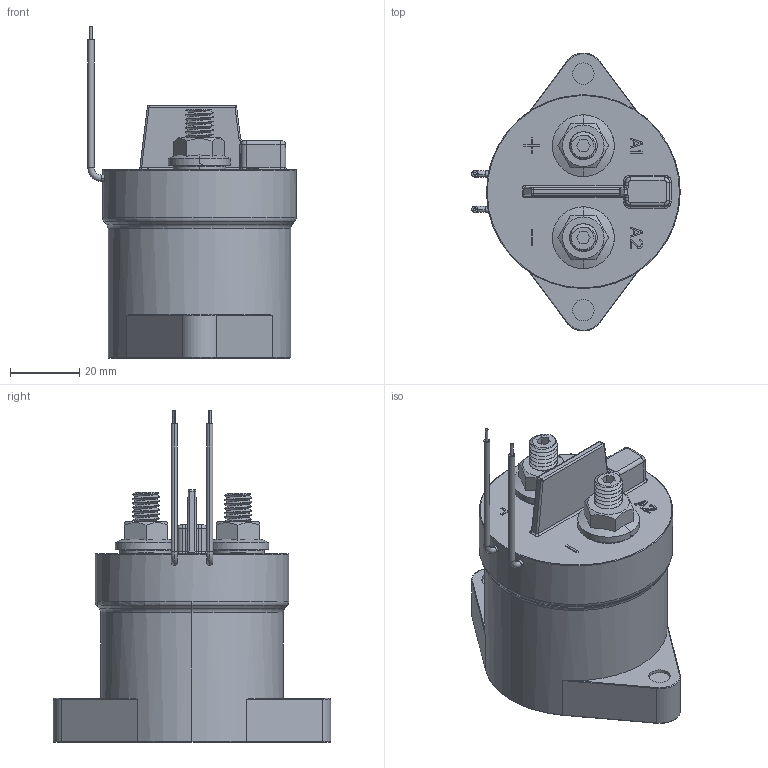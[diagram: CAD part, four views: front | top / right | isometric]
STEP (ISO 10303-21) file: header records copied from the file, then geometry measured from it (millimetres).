
FILE_DESCRIPTION((''),'2;1');
FILE_NAME('C-1-2071567-2','2023-08-30T09:33:38',('workeradm'),('TE Connectivity Ltd.'),'CREO PARAMETRIC BY PTC INC, 2021072','CREO PARAMETRIC BY PTC INC, 2021072','');
FILE_SCHEMA(('AUTOMOTIVE_DESIGN { 1 0 10303 214 1 1 1 1 }'));
Length unit declared in the file: millimetre
Products named in the file (1): C-1-2071567-2
Bounding box: 60.25 x 80.36 x 96 mm (x, y, z)
Volume: 135131.3 mm3; surface area: 19313.9 mm2
Topology: 1 solids, 1 shells, 309 faces, 786 edges, 498 vertices
Faces by surface type: plane 141, cylinder 98, bspline 28, torus 22, cone 14, sphere 6
Entity records: 15556 total; most frequent: CARTESIAN_POINT 8356, ORIENTED_EDGE 1558, DIRECTION 1364, EDGE_CURVE 779, VERTEX_POINT 498, AXIS2_PLACEMENT_3D 471, VECTOR 422, LINE 422
